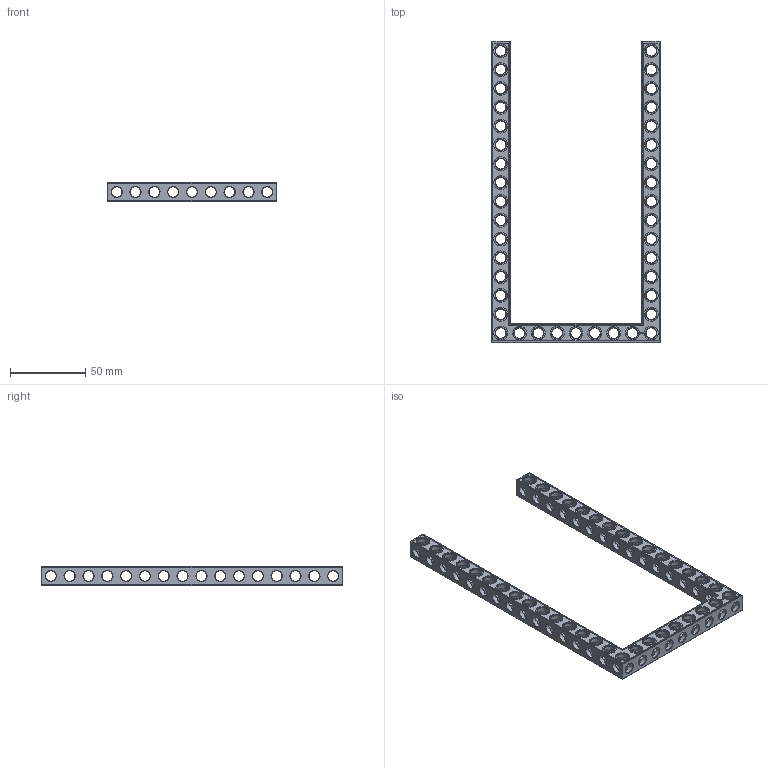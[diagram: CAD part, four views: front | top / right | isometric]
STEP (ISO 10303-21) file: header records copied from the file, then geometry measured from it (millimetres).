
FILE_DESCRIPTION(('FreeCAD Model'),'2;1');
FILE_NAME('Open CASCADE Shape Model','2022-02-25T10:50:26',('Author'),( ''),'Open CASCADE STEP processor 7.5','FreeCAD','Unknown');
FILE_SCHEMA(('AUTOMOTIVE_DESIGN { 1 0 10303 214 1 1 1 1 }'));
Products named in the file (1): Beam AGD ESS USH SYM BU09x16x01 - SPN-BEM-0437 (stemfie.org)
Bounding box: 112.5 x 200 x 12.5 mm (x, y, z)
Volume: 38114.3 mm3; surface area: 34022.4 mm2
Topology: 1 solids, 1 shells, 951 faces, 2899 edges, 1866 vertices
Faces by surface type: plane 424, cylinder 235, cone 158, extrusion 134
Full cylindrical faces by diameter (mm): 6.98 x34, 7 x162, 9.2 x39
Entity records: 227614 total; most frequent: CARTESIAN_POINT 173563, DIRECTION 8771, ORIENTED_EDGE 5798, PCURVE 5798, DEFINITIONAL_REPRESENTATION 5798, VECTOR 5454, LINE 5320, EDGE_CURVE 2899
